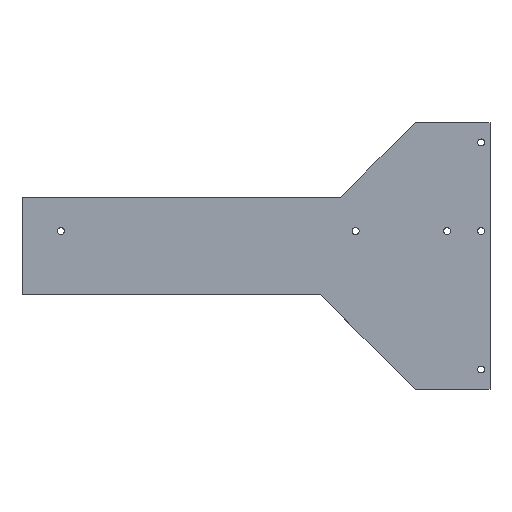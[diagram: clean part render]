
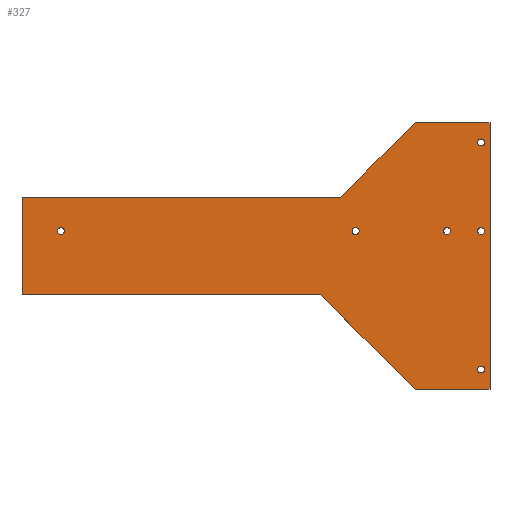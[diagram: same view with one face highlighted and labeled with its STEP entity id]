
A CAD part, top view. The second image highlights one B-rep face of the part: STEP entity #327.
In plain terms, the highlighted planar face has unit normal (0, 0, 1).
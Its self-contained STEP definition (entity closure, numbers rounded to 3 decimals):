
#15=FACE_BOUND('',#68,.T.);
#16=FACE_BOUND('',#69,.T.);
#17=FACE_BOUND('',#70,.T.);
#18=FACE_BOUND('',#71,.T.);
#19=FACE_BOUND('',#72,.T.);
#20=FACE_BOUND('',#73,.T.);
#35=PLANE('',#369);
#51=FACE_OUTER_BOUND('',#67,.T.);
#67=EDGE_LOOP('',(#279,#280,#281,#282,#283,#284,#285,#286));
#68=EDGE_LOOP('',(#287));
#69=EDGE_LOOP('',(#288));
#70=EDGE_LOOP('',(#289));
#71=EDGE_LOOP('',(#290));
#72=EDGE_LOOP('',(#291));
#73=EDGE_LOOP('',(#292));
#89=LINE('',#503,#119);
#92=LINE('',#509,#122);
#95=LINE('',#515,#125);
#98=LINE('',#521,#128);
#101=LINE('',#527,#131);
#104=LINE('',#533,#134);
#107=LINE('',#539,#137);
#110=LINE('',#543,#140);
#119=VECTOR('',#419,10.);
#122=VECTOR('',#424,10.);
#125=VECTOR('',#429,10.);
#128=VECTOR('',#434,10.);
#131=VECTOR('',#439,10.);
#134=VECTOR('',#444,10.);
#137=VECTOR('',#449,10.);
#140=VECTOR('',#454,10.);
#141=CIRCLE('',#344,3.5);
#143=CIRCLE('',#347,3.5);
#145=CIRCLE('',#350,3.5);
#147=CIRCLE('',#353,3.5);
#149=CIRCLE('',#356,3.5);
#151=CIRCLE('',#359,3.5);
#153=VERTEX_POINT('',#461);
#155=VERTEX_POINT('',#467);
#157=VERTEX_POINT('',#473);
#159=VERTEX_POINT('',#479);
#161=VERTEX_POINT('',#485);
#163=VERTEX_POINT('',#491);
#167=VERTEX_POINT('',#500);
#168=VERTEX_POINT('',#502);
#170=VERTEX_POINT('',#508);
#172=VERTEX_POINT('',#514);
#174=VERTEX_POINT('',#520);
#176=VERTEX_POINT('',#526);
#178=VERTEX_POINT('',#532);
#180=VERTEX_POINT('',#538);
#181=EDGE_CURVE('',#153,#153,#141,.T.);
#184=EDGE_CURVE('',#155,#155,#143,.T.);
#187=EDGE_CURVE('',#157,#157,#145,.T.);
#190=EDGE_CURVE('',#159,#159,#147,.T.);
#193=EDGE_CURVE('',#161,#161,#149,.T.);
#196=EDGE_CURVE('',#163,#163,#151,.T.);
#201=EDGE_CURVE('',#168,#167,#89,.T.);
#204=EDGE_CURVE('',#170,#168,#92,.T.);
#207=EDGE_CURVE('',#172,#170,#95,.T.);
#210=EDGE_CURVE('',#174,#172,#98,.T.);
#213=EDGE_CURVE('',#176,#174,#101,.T.);
#216=EDGE_CURVE('',#178,#176,#104,.T.);
#219=EDGE_CURVE('',#180,#178,#107,.T.);
#222=EDGE_CURVE('',#167,#180,#110,.T.);
#279=ORIENTED_EDGE('',*,*,#222,.T.);
#280=ORIENTED_EDGE('',*,*,#219,.T.);
#281=ORIENTED_EDGE('',*,*,#216,.T.);
#282=ORIENTED_EDGE('',*,*,#213,.T.);
#283=ORIENTED_EDGE('',*,*,#210,.T.);
#284=ORIENTED_EDGE('',*,*,#207,.T.);
#285=ORIENTED_EDGE('',*,*,#204,.T.);
#286=ORIENTED_EDGE('',*,*,#201,.T.);
#287=ORIENTED_EDGE('',*,*,#196,.T.);
#288=ORIENTED_EDGE('',*,*,#193,.T.);
#289=ORIENTED_EDGE('',*,*,#190,.T.);
#290=ORIENTED_EDGE('',*,*,#187,.T.);
#291=ORIENTED_EDGE('',*,*,#184,.T.);
#292=ORIENTED_EDGE('',*,*,#181,.T.);
#327=ADVANCED_FACE('',(#51,#15,#16,#17,#18,#19,#20),#35,.T.);
#344=AXIS2_PLACEMENT_3D('',#462,#375,#376);
#347=AXIS2_PLACEMENT_3D('',#468,#382,#383);
#350=AXIS2_PLACEMENT_3D('',#474,#389,#390);
#353=AXIS2_PLACEMENT_3D('',#480,#396,#397);
#356=AXIS2_PLACEMENT_3D('',#486,#403,#404);
#359=AXIS2_PLACEMENT_3D('',#492,#410,#411);
#369=AXIS2_PLACEMENT_3D('',#544,#455,#456);
#375=DIRECTION('center_axis',(0.,0.,-1.));
#376=DIRECTION('ref_axis',(1.,0.,0.));
#382=DIRECTION('center_axis',(0.,0.,-1.));
#383=DIRECTION('ref_axis',(1.,0.,0.));
#389=DIRECTION('center_axis',(0.,0.,-1.));
#390=DIRECTION('ref_axis',(1.,0.,0.));
#396=DIRECTION('center_axis',(0.,0.,-1.));
#397=DIRECTION('ref_axis',(1.,0.,0.));
#403=DIRECTION('center_axis',(0.,0.,-1.));
#404=DIRECTION('ref_axis',(1.,0.,0.));
#410=DIRECTION('center_axis',(0.,0.,-1.));
#411=DIRECTION('ref_axis',(1.,0.,0.));
#419=DIRECTION('',(-1.,0.,0.));
#424=DIRECTION('',(0.,1.,0.));
#429=DIRECTION('',(1.,0.,0.));
#434=DIRECTION('',(0.707,-0.707,0.));
#439=DIRECTION('',(1.,0.,0.));
#444=DIRECTION('',(0.,-1.,0.));
#449=DIRECTION('',(-1.,0.,0.));
#454=DIRECTION('',(-0.707,-0.707,0.));
#455=DIRECTION('center_axis',(0.,0.,1.));
#456=DIRECTION('ref_axis',(1.,0.,0.));
#461=CARTESIAN_POINT('',(81.5,66.,18.));
#462=CARTESIAN_POINT('Origin',(85.,66.,18.));
#467=CARTESIAN_POINT('',(207.5,155.,18.));
#468=CARTESIAN_POINT('Origin',(211.,155.,18.));
#473=CARTESIAN_POINT('',(207.5,66.,18.));
#474=CARTESIAN_POINT('Origin',(211.,66.,18.));
#479=CARTESIAN_POINT('',(173.5,66.,18.));
#480=CARTESIAN_POINT('Origin',(177.,66.,18.));
#485=CARTESIAN_POINT('',(207.5,-73.,18.));
#486=CARTESIAN_POINT('Origin',(211.,-73.,18.));
#491=CARTESIAN_POINT('',(-214.5,66.,18.));
#492=CARTESIAN_POINT('Origin',(-211.,66.,18.));
#500=CARTESIAN_POINT('',(145.,175.,18.));
#502=CARTESIAN_POINT('',(220.,175.,18.));
#503=CARTESIAN_POINT('',(145.,175.,18.));
#508=CARTESIAN_POINT('',(220.,-93.,18.));
#509=CARTESIAN_POINT('',(220.,175.,18.));
#514=CARTESIAN_POINT('',(145.,-93.,18.));
#515=CARTESIAN_POINT('',(220.,-93.,18.));
#520=CARTESIAN_POINT('',(50.,2.,18.));
#521=CARTESIAN_POINT('',(145.,-93.,18.));
#526=CARTESIAN_POINT('',(-250.,2.,18.));
#527=CARTESIAN_POINT('',(50.,2.,18.));
#532=CARTESIAN_POINT('',(-250.,100.,18.));
#533=CARTESIAN_POINT('',(-250.,2.,18.));
#538=CARTESIAN_POINT('',(70.,100.,18.));
#539=CARTESIAN_POINT('',(70.,100.,18.));
#543=CARTESIAN_POINT('',(145.,175.,18.));
#544=CARTESIAN_POINT('Origin',(-15.,41.,18.));
